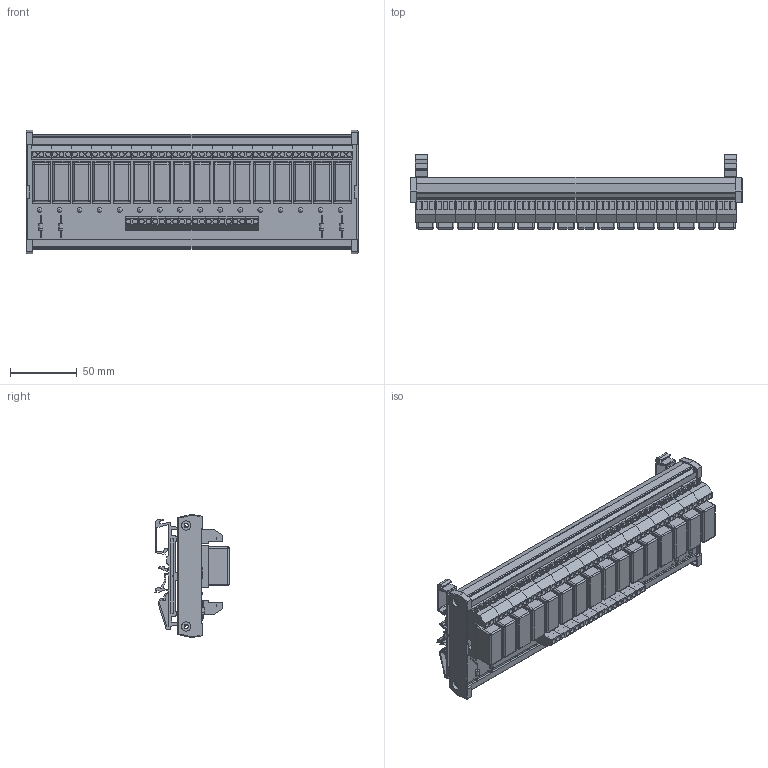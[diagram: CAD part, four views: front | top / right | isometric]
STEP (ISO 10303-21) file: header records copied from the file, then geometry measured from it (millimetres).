
FILE_DESCRIPTION((''),'2;1');
FILE_NAME('RC1_RM1_Bussed_16.stp','2015-01-15T08:52:46',('Roland'),(''),'Autodesk Inventor 2013','Autodesk Inventor 2013','');
FILE_SCHEMA(('AUTOMOTIVE_DESIGN { 1 0 10303 214 1 1 1 1 }'));
Length unit declared in the file: millimetre
Products named in the file (14): RC1_RM1_Bussed_16; RC1 16 channel; 2 hole green; 3 hole green; GD50; RM84; White light; Diode; Diode body; resistor leg long; resistor leg short; 248; BASE SIDE; BASE LEGS
Assembly tree (87 placements, depth 3):
  RC1_RM1_Bussed_16
    RC1 16 channel
    2 hole green  x10
    3 hole green  x16
    GD50  x16
    RM84  x16
    White light  x16
    Diode  x4
      Diode body
      resistor leg long
      resistor leg short
    248
    BASE SIDE  x2
    BASE LEGS  x2
Bounding box: 248 x 55.39 x 91.98 mm (x, y, z)
Volume: 288997.9 mm3; surface area: 247610.4 mm2
Topology: 92 solids, 92 shells, 4033 faces, 9667 edges, 6150 vertices
Faces by surface type: plane 3140, cylinder 657, sphere 208, torus 24, bspline 4
Full cylindrical faces by diameter (mm): 0.5 x16, 1.5 x128, 3 x52, 3.2 x4, 3.3 x16, 3.5 x16, 3.75 x68, 5 x16, 7 x4, 9 x4
Entity records: 22484 total; most frequent: CARTESIAN_POINT 3841, DIRECTION 3771, ORIENTED_EDGE 3516, EDGE_CURVE 1758, VECTOR 1343, LINE 1343, AXIS2_PLACEMENT_3D 1214, VERTEX_POINT 1204
